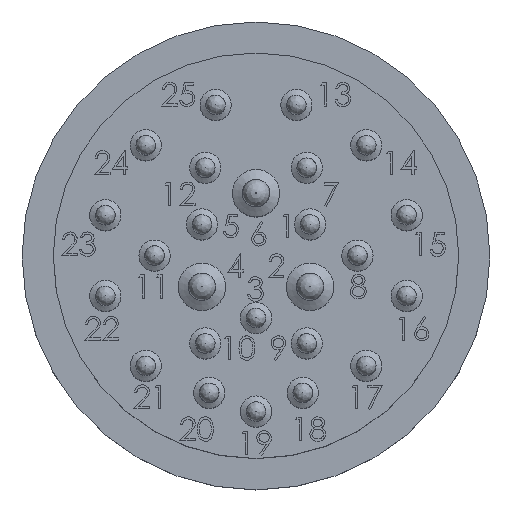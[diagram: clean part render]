
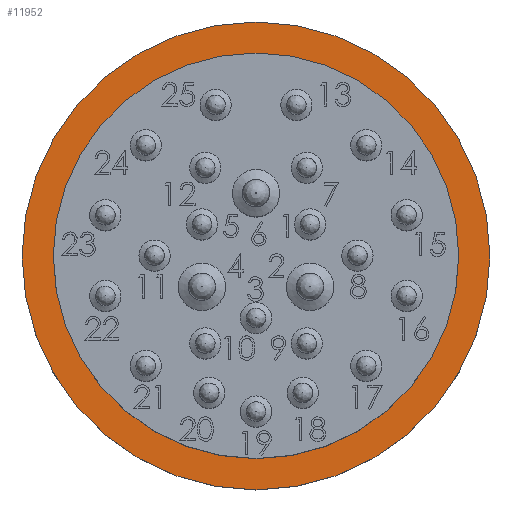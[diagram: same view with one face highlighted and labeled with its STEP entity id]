
A CAD part, top view. The second image highlights one B-rep face of the part: STEP entity #11952.
In plain terms, the highlighted planar face has unit normal (0, 0, 1).
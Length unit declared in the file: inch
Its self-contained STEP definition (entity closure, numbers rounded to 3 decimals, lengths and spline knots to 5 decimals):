
#2525=PLANE($,#12973);
#3175=FACE_BOUND($,#4334,.T.);
#3380=FACE_OUTER_BOUND($,#4333,.T.);
#4333=EDGE_LOOP($,(#9008));
#4334=EDGE_LOOP($,(#9009));
#5323=CIRCLE($,#12932,0.9375);
#5324=CIRCLE($,#12934,0.8125);
#5668=VERTEX_POINT($,#16712);
#5669=VERTEX_POINT($,#16715);
#6882=EDGE_CURVE($,#5668,#5668,#5323,.T.);
#6883=EDGE_CURVE($,#5669,#5669,#5324,.T.);
#9008=ORIENTED_EDGE($,*,*,#6882,.T.);
#9009=ORIENTED_EDGE($,*,*,#6883,.F.);
#11952=ADVANCED_FACE($,(#3380,#3175),#2525,.F.);
#12932=AXIS2_PLACEMENT_3D($,#16713,#13976,#13977);
#12934=AXIS2_PLACEMENT_3D($,#16716,#13980,#13981);
#12973=AXIS2_PLACEMENT_3D($,#20100,#14271,#14272);
#13976=DIRECTION('center_axis',(0.,0.,1.));
#13977=DIRECTION('ref_axis',(1.,0.,0.));
#13980=DIRECTION('center_axis',(0.,0.,1.));
#13981=DIRECTION('ref_axis',(1.,0.,0.));
#14271=DIRECTION('center_axis',(0.,0.,-1.));
#14272=DIRECTION('ref_axis',(-1.,0.,0.));
#16712=CARTESIAN_POINT('',(0.9375,0.,-0.375));
#16713=CARTESIAN_POINT('Origin',(0.,0.,-0.375));
#16715=CARTESIAN_POINT('',(0.8125,0.,-0.375));
#16716=CARTESIAN_POINT('Origin',(0.,0.,-0.375));
#20100=CARTESIAN_POINT('Origin',(0.,0.8125,-0.375));
